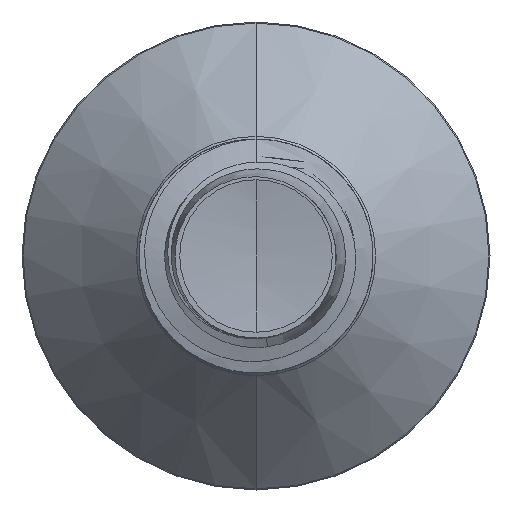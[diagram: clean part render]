
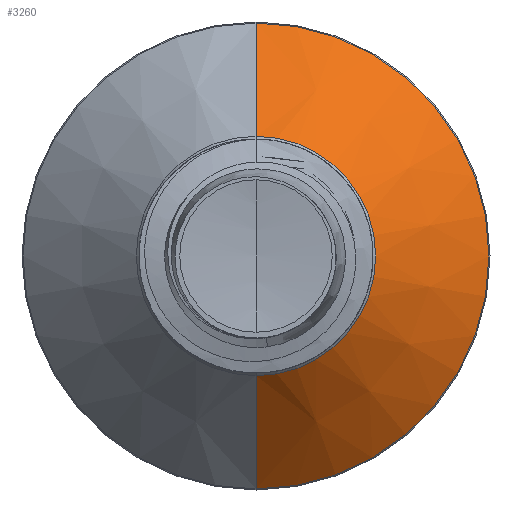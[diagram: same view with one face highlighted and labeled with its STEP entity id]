
A CAD part, front view. The second image highlights one B-rep face of the part: STEP entity #3260.
In plain terms, the highlighted conical face has half-angle 45 degrees and reference radius 2.302 mm.
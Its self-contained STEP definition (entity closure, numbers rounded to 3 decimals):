
#409 = LINE ( 'NONE', #2610, #29628 ) ;
#834 = CONICAL_SURFACE ( 'NONE', #8931, 2.302, 0.785 ) ;
#2610 = CARTESIAN_POINT ( 'NONE',  ( 0., 19.602, 2.302 ) ) ;
#2913 = CARTESIAN_POINT ( 'NONE',  ( 0., 19.602, 0. ) ) ;
#2938 = CIRCLE ( 'NONE', #29560, 2.302 ) ;
#3260 = ADVANCED_FACE ( 'NONE', ( #15305 ), #834, .T. ) ;
#3660 = VERTEX_POINT ( 'NONE', #24209 ) ;
#4298 = EDGE_CURVE ( 'NONE', #19384, #3660, #23538, .T. ) ;
#6698 = LINE ( 'NONE', #10593, #19985 ) ;
#6926 = ORIENTED_EDGE ( 'NONE', *, *, #18241, .T. ) ;
#8931 = AXIS2_PLACEMENT_3D ( 'NONE', #2913, #25830, #31218 ) ;
#10593 = CARTESIAN_POINT ( 'NONE',  ( 0., 19.602, -2.302 ) ) ;
#12300 = CARTESIAN_POINT ( 'NONE',  ( 0., 19.602, -2.302 ) ) ;
#13183 = EDGE_LOOP ( 'NONE', ( #28841, #6926, #14532, #22174 ) ) ;
#13212 = EDGE_CURVE ( 'NONE', #31520, #19384, #409, .T. ) ;
#13342 = CARTESIAN_POINT ( 'NONE',  ( 0., 21.78, 0. ) ) ;
#14532 = ORIENTED_EDGE ( 'NONE', *, *, #4298, .F. ) ;
#15054 = CARTESIAN_POINT ( 'NONE',  ( 0., 21.78, 4.48 ) ) ;
#15210 = CARTESIAN_POINT ( 'NONE',  ( 0., 19.602, 0. ) ) ;
#15305 = FACE_OUTER_BOUND ( 'NONE', #13183, .T. ) ;
#16222 = DIRECTION ( 'NONE',  ( 0., 0., 1. ) ) ;
#16347 = EDGE_CURVE ( 'NONE', #31520, #19583, #2938, .T. ) ;
#18085 = DIRECTION ( 'NONE',  ( 0., 0., 1. ) ) ;
#18241 = EDGE_CURVE ( 'NONE', #19583, #3660, #6698, .T. ) ;
#19384 = VERTEX_POINT ( 'NONE', #15054 ) ;
#19583 = VERTEX_POINT ( 'NONE', #12300 ) ;
#19985 = VECTOR ( 'NONE', #27707, 1000. ) ;
#22174 = ORIENTED_EDGE ( 'NONE', *, *, #13212, .F. ) ;
#23538 = CIRCLE ( 'NONE', #30006, 4.48 ) ;
#24209 = CARTESIAN_POINT ( 'NONE',  ( 0., 21.78, -4.48 ) ) ;
#25830 = DIRECTION ( 'NONE',  ( 0., 1., 0. ) ) ;
#27707 = DIRECTION ( 'NONE',  ( 0., 0.707, -0.707 ) ) ;
#28643 = DIRECTION ( 'NONE',  ( 0., 0.707, 0.707 ) ) ;
#28841 = ORIENTED_EDGE ( 'NONE', *, *, #16347, .T. ) ;
#29560 = AXIS2_PLACEMENT_3D ( 'NONE', #15210, #35173, #18085 ) ;
#29628 = VECTOR ( 'NONE', #28643, 1000. ) ;
#30006 = AXIS2_PLACEMENT_3D ( 'NONE', #13342, #33312, #16222 ) ;
#31218 = DIRECTION ( 'NONE',  ( 0., 0., 1. ) ) ;
#31520 = VERTEX_POINT ( 'NONE', #34257 ) ;
#33312 = DIRECTION ( 'NONE',  ( 0., 1., 0. ) ) ;
#34257 = CARTESIAN_POINT ( 'NONE',  ( 0., 19.602, 2.302 ) ) ;
#35173 = DIRECTION ( 'NONE',  ( 0., 1., 0. ) ) ;
